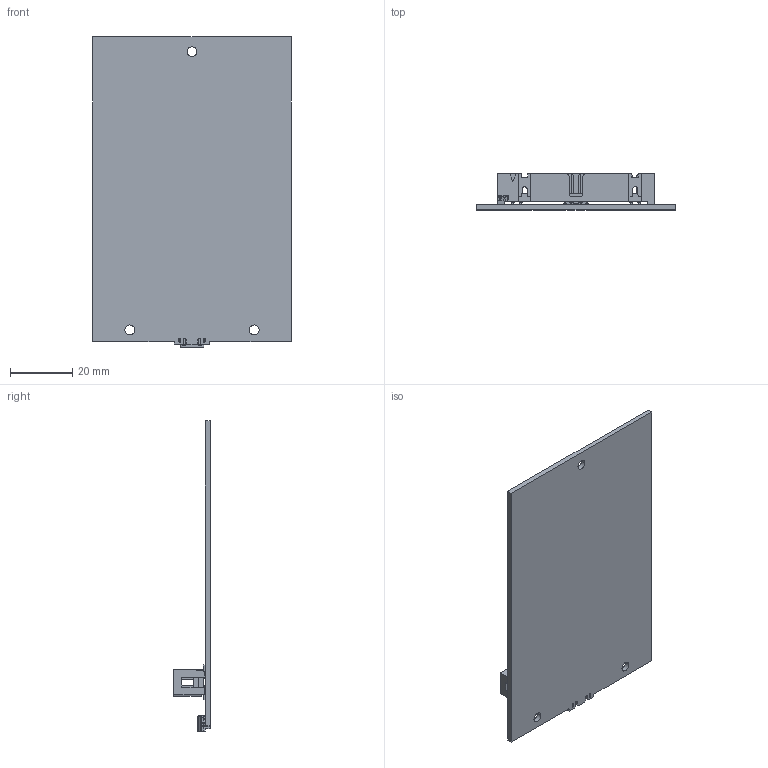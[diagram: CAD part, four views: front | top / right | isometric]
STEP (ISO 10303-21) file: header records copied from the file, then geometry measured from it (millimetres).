
FILE_DESCRIPTION((''),'2;1');
FILE_NAME('CU_USB-600X-OEM','2014-08-18T',('dkendric'),(''),'PRO/ENGINEER BY PARAMETRIC TECHNOLOGY CORPORATION, 2014000','PRO/ENGINEER BY PARAMETRIC TECHNOLOGY CORPORATION, 2014000','');
FILE_SCHEMA(('CONFIG_CONTROL_DESIGN'));
Length unit declared in the file: inch
Products named in the file (1): CU_USB-600X-OEM
Bounding box: 64.01 x 11.73 x 99.82 mm (x, y, z)
Volume: 11421 mm3; surface area: 16097.2 mm2
Topology: 1 solids, 1 shells, 865 faces, 2453 edges, 1598 vertices
Faces by surface type: plane 663, cylinder 176, extrusion 20, cone 6
Entity records: 28566 total; most frequent: CARTESIAN_POINT 5823, ORIENTED_EDGE 4910, DIRECTION 4415, EDGE_CURVE 2455, VECTOR 2049, LINE 2029, VERTEX_POINT 1600, AXIS2_PLACEMENT_3D 1183
